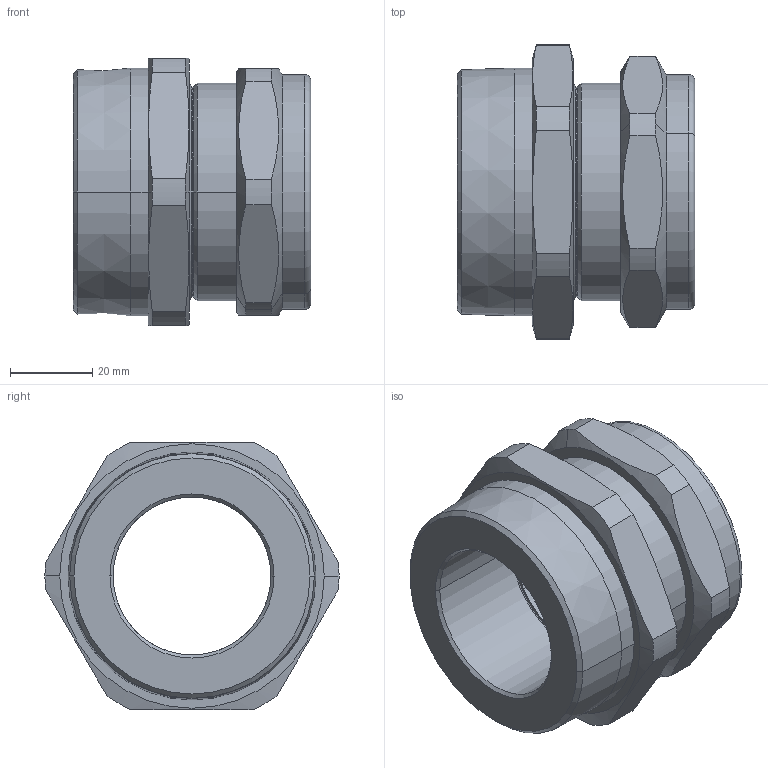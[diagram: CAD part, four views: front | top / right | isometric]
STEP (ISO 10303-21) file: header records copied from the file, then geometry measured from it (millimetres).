
FILE_DESCRIPTION (( 'STEP AP203' ), '1' );
FILE_NAME ('CG-200A149.STEP', '2020-07-09T08:56:13', ( '' ), ( '' ), 'SwSTEP 2.0', 'SolidWorks 2017', '' );
FILE_SCHEMA (( 'CONFIG_CONTROL_DESIGN' ));
Length unit declared in the file: millimetre
Products named in the file (1): CG-200A149
Bounding box: 57.77 x 71.5 x 65 mm (x, y, z)
Surface area: 27253.4 mm2 (no closed solid volume)
Topology: 0 solids, 5 shells, 89 faces, 372 edges, 292 vertices
Faces by surface type: cylinder 32, cone 28, plane 21, torus 8
Entity records: 5487 total; most frequent: CARTESIAN_POINT 2494, ORIENTED_EDGE 566, DIRECTION 552, EDGE_CURVE 372, VERTEX_POINT 292, AXIS2_PLACEMENT_3D 208, LINE 136, VECTOR 136
